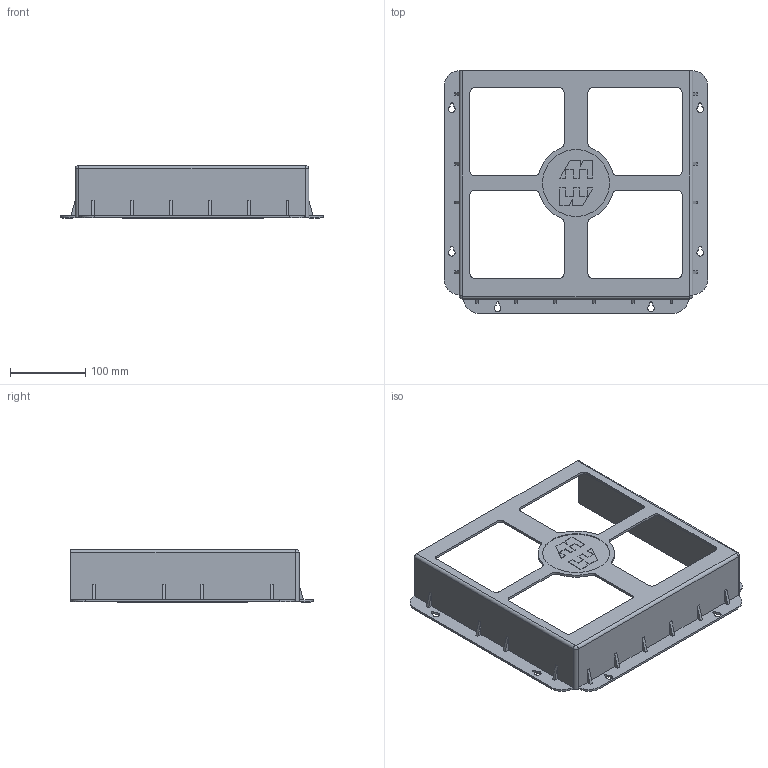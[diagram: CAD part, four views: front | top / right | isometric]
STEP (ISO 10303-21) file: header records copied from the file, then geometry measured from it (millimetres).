
FILE_DESCRIPTION (( 'STEP AP214' ), '1' );
FILE_NAME ('PKT1212.STEP', '2019-07-16T14:14:38', ( '' ), ( '' ), 'SwSTEP 2.0', 'SolidWorks 2018', '' );
FILE_SCHEMA (( 'AUTOMOTIVE_DESIGN' ));
Length unit declared in the file: inch
Products named in the file (1): PKT1212
Bounding box: 349.35 x 321.83 x 69.95 mm (x, y, z)
Volume: 308009.6 mm3; surface area: 244287.9 mm2
Topology: 1 solids, 1 shells, 210 faces, 597 edges, 395 vertices
Faces by surface type: plane 138, cylinder 70, torus 2
Entity records: 7106 total; most frequent: CARTESIAN_POINT 1255, ORIENTED_EDGE 1194, DIRECTION 1143, EDGE_CURVE 597, LINE 457, VECTOR 457, VERTEX_POINT 395, AXIS2_PLACEMENT_3D 343
